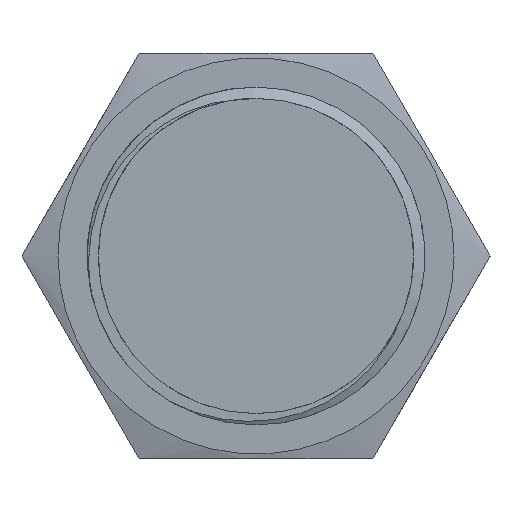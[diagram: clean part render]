
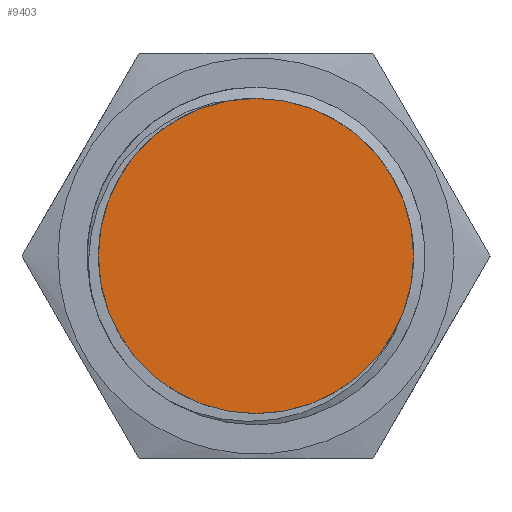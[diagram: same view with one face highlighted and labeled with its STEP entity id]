
A CAD part, left-side view. The second image highlights one B-rep face of the part: STEP entity #9403.
In plain terms, the highlighted planar face has unit normal (-1, 0, 0).
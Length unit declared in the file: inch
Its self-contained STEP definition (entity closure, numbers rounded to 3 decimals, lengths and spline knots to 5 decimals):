
#5 = PLANE ( 'NONE',  #5699 ) ;
#847 = AXIS2_PLACEMENT_3D ( 'NONE', #921, #10941, #3525 ) ;
#921 = CARTESIAN_POINT ( 'NONE',  ( 28.35164, 0., 5.52694 ) ) ;
#991 = VERTEX_POINT ( 'NONE', #4309 ) ;
#992 = CARTESIAN_POINT ( 'NONE',  ( 28.35164, 0., 5.52694 ) ) ;
#1998 = CARTESIAN_POINT ( 'NONE',  ( 28.35164, 0., 6.07812 ) ) ;
#2089 = CARTESIAN_POINT ( 'NONE',  ( 28.35164, 0., 5.52694 ) ) ;
#2177 = EDGE_CURVE ( 'NONE', #991, #5885, #2757, .T. ) ;
#2757 = CIRCLE ( 'NONE', #5007, 0.55118 ) ;
#3525 = DIRECTION ( 'NONE',  ( 0., 0., -1. ) ) ;
#4309 = CARTESIAN_POINT ( 'NONE',  ( 28.35164, 0., 4.97576 ) ) ;
#5007 = AXIS2_PLACEMENT_3D ( 'NONE', #992, #5539, #8327 ) ;
#5174 = ORIENTED_EDGE ( 'NONE', *, *, #2177, .F. ) ;
#5539 = DIRECTION ( 'NONE',  ( 1., 0., 0. ) ) ;
#5699 = AXIS2_PLACEMENT_3D ( 'NONE', #2089, #10388, #5802 ) ;
#5802 = DIRECTION ( 'NONE',  ( 0., 0., -1. ) ) ;
#5885 = VERTEX_POINT ( 'NONE', #1998 ) ;
#6014 = CIRCLE ( 'NONE', #847, 0.55118 ) ;
#6939 = EDGE_CURVE ( 'NONE', #5885, #991, #6014, .T. ) ;
#7239 = FACE_OUTER_BOUND ( 'NONE', #9286, .T. ) ;
#8327 = DIRECTION ( 'NONE',  ( 0., 0., -1. ) ) ;
#9286 = EDGE_LOOP ( 'NONE', ( #5174, #10495 ) ) ;
#9403 = ADVANCED_FACE ( 'NONE', ( #7239 ), #5, .F. ) ;
#10388 = DIRECTION ( 'NONE',  ( 1., 0., 0. ) ) ;
#10495 = ORIENTED_EDGE ( 'NONE', *, *, #6939, .F. ) ;
#10941 = DIRECTION ( 'NONE',  ( 1., 0., 0. ) ) ;
